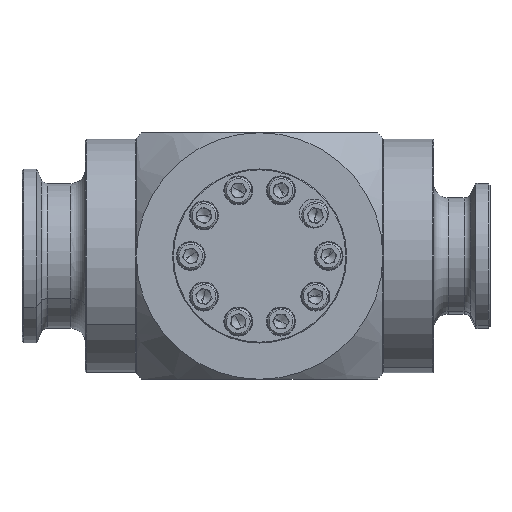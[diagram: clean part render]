
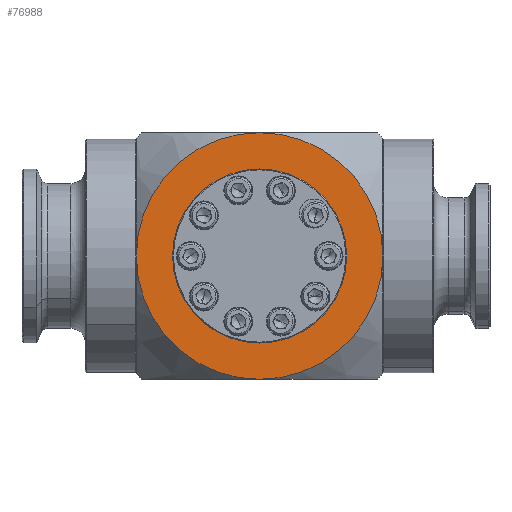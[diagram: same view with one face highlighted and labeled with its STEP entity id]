
A CAD part, front view. The second image highlights one B-rep face of the part: STEP entity #76988.
In plain terms, the highlighted planar face has unit normal (0, -1, 0).
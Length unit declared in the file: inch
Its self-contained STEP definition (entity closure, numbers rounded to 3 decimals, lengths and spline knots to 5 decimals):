
#2606 = EDGE_CURVE ( 'NONE', #78503, #56614, #13187, .T. ) ;
#3922 = DIRECTION ( 'NONE',  ( 0., 0., 1. ) ) ;
#9047 = CARTESIAN_POINT ( 'NONE',  ( 4.25, 0., 0. ) ) ;
#10807 = ORIENTED_EDGE ( 'NONE', *, *, #63011, .F. ) ;
#12093 = ORIENTED_EDGE ( 'NONE', *, *, #2606, .F. ) ;
#12680 = VERTEX_POINT ( 'NONE', #49642 ) ;
#13041 = CARTESIAN_POINT ( 'NONE',  ( 0., 0., 0. ) ) ;
#13187 = CIRCLE ( 'NONE', #30002, 4.25 ) ;
#20333 = CIRCLE ( 'NONE', #65989, 4.25 ) ;
#20815 = FACE_OUTER_BOUND ( 'NONE', #29133, .T. ) ;
#22498 = DIRECTION ( 'NONE',  ( 0., 1., 0. ) ) ;
#29133 = EDGE_LOOP ( 'NONE', ( #41485, #59387, #10807, #12093 ) ) ;
#30002 = AXIS2_PLACEMENT_3D ( 'NONE', #67541, #83661, #35360 ) ;
#30791 = DIRECTION ( 'NONE',  ( 0., 1., 0. ) ) ;
#31092 = CARTESIAN_POINT ( 'NONE',  ( 0., 0., 0. ) ) ;
#35360 = DIRECTION ( 'NONE',  ( 0., 0., 1. ) ) ;
#36350 = CARTESIAN_POINT ( 'NONE',  ( 4.25, 0., 0. ) ) ;
#37006 = CARTESIAN_POINT ( 'NONE',  ( 0., 0., 0. ) ) ;
#40403 = DIRECTION ( 'NONE',  ( 0., 0., 1. ) ) ;
#41485 = ORIENTED_EDGE ( 'NONE', *, *, #61315, .F. ) ;
#49642 = CARTESIAN_POINT ( 'NONE',  ( 0., 0., 4.25 ) ) ;
#49652 = AXIS2_PLACEMENT_3D ( 'NONE', #37006, #30791, #78473 ) ;
#55342 = AXIS2_PLACEMENT_3D ( 'NONE', #9047, #22498, #63689 ) ;
#56273 = PLANE ( 'NONE',  #55342 ) ;
#56614 = VERTEX_POINT ( 'NONE', #76069 ) ;
#57754 = CIRCLE ( 'NONE', #65078, 4.25 ) ;
#58849 = EDGE_CURVE ( 'NONE', #12680, #61767, #20333, .T. ) ;
#59387 = ORIENTED_EDGE ( 'NONE', *, *, #58849, .F. ) ;
#61315 = EDGE_CURVE ( 'NONE', #61767, #78503, #57754, .T. ) ;
#61767 = VERTEX_POINT ( 'NONE', #36350 ) ;
#63011 = EDGE_CURVE ( 'NONE', #56614, #12680, #83637, .T. ) ;
#63689 = DIRECTION ( 'NONE',  ( 0., 0., 1. ) ) ;
#65078 = AXIS2_PLACEMENT_3D ( 'NONE', #31092, #79053, #3922 ) ;
#65989 = AXIS2_PLACEMENT_3D ( 'NONE', #13041, #74147, #40403 ) ;
#67541 = CARTESIAN_POINT ( 'NONE',  ( 0., 0., 0. ) ) ;
#74147 = DIRECTION ( 'NONE',  ( 0., 1., 0. ) ) ;
#76069 = CARTESIAN_POINT ( 'NONE',  ( -4.25, 0., 0. ) ) ;
#76988 = ADVANCED_FACE ( 'NONE', ( #20815 ), #56273, .F. ) ;
#78469 = CARTESIAN_POINT ( 'NONE',  ( 0., 0., -4.25 ) ) ;
#78473 = DIRECTION ( 'NONE',  ( 0., 0., 1. ) ) ;
#78503 = VERTEX_POINT ( 'NONE', #78469 ) ;
#79053 = DIRECTION ( 'NONE',  ( 0., 1., 0. ) ) ;
#83637 = CIRCLE ( 'NONE', #49652, 4.25 ) ;
#83661 = DIRECTION ( 'NONE',  ( 0., 1., 0. ) ) ;
